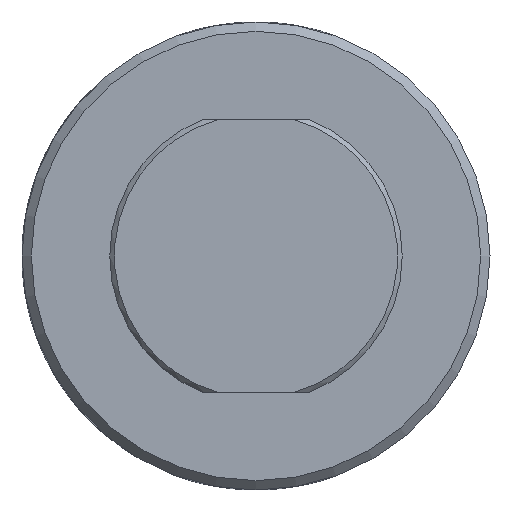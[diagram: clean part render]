
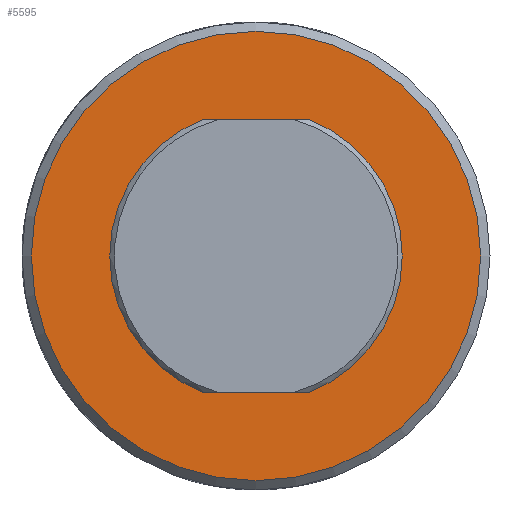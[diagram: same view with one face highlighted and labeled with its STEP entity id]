
A CAD part, front view. The second image highlights one B-rep face of the part: STEP entity #5595.
In plain terms, the highlighted planar face has unit normal (0, -1, 0).
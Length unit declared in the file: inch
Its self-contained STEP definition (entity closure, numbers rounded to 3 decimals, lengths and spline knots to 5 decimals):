
#254 = AXIS2_PLACEMENT_3D ( 'NONE', #3893, #8462, #27059 ) ;
#1499 = EDGE_CURVE ( 'NONE', #12827, #8549, #19139, .T. ) ;
#2624 = CARTESIAN_POINT ( 'NONE',  ( 0.33657, 0.375, 0.875 ) ) ;
#3631 = AXIS2_PLACEMENT_3D ( 'NONE', #19174, #13998, #7569 ) ;
#3893 = CARTESIAN_POINT ( 'NONE',  ( 0., 0.375, 0. ) ) ;
#3946 = ORIENTED_EDGE ( 'NONE', *, *, #24418, .F. ) ;
#4089 = CARTESIAN_POINT ( 'NONE',  ( -0.33657, 0.375, 0.875 ) ) ;
#4648 = EDGE_CURVE ( 'NONE', #8549, #30131, #28424, .T. ) ;
#5595 = ADVANCED_FACE ( 'NONE', ( #6193, #29457 ), #8746, .T. ) ;
#5847 = DIRECTION ( 'NONE',  ( 0., 0., 1. ) ) ;
#5997 = ORIENTED_EDGE ( 'NONE', *, *, #13757, .T. ) ;
#6193 = FACE_BOUND ( 'NONE', #21987, .T. ) ;
#7569 = DIRECTION ( 'NONE',  ( 0., 0., 1. ) ) ;
#8462 = DIRECTION ( 'NONE',  ( 0., 1., 0. ) ) ;
#8549 = VERTEX_POINT ( 'NONE', #2624 ) ;
#8746 = PLANE ( 'NONE',  #20773 ) ;
#10259 = EDGE_CURVE ( 'NONE', #14928, #30131, #10736, .T. ) ;
#10564 = DIRECTION ( 'NONE',  ( 1., 0., 0. ) ) ;
#10736 = LINE ( 'NONE', #24640, #21637 ) ;
#10900 = DIRECTION ( 'NONE',  ( 1., 0., 0. ) ) ;
#12827 = VERTEX_POINT ( 'NONE', #4089 ) ;
#12894 = EDGE_LOOP ( 'NONE', ( #3946 ) ) ;
#12959 = VECTOR ( 'NONE', #10900, 39.37008 ) ;
#13460 = ORIENTED_EDGE ( 'NONE', *, *, #10259, .F. ) ;
#13666 = CIRCLE ( 'NONE', #3631, 0.9375 ) ;
#13757 = EDGE_CURVE ( 'NONE', #14928, #12827, #13666, .T. ) ;
#13998 = DIRECTION ( 'NONE',  ( 0., 1., 0. ) ) ;
#14928 = VERTEX_POINT ( 'NONE', #25003 ) ;
#15151 = CARTESIAN_POINT ( 'NONE',  ( 0.33657, 0.375, -0.875 ) ) ;
#17638 = CIRCLE ( 'NONE', #254, 1.44 ) ;
#18208 = DIRECTION ( 'NONE',  ( 0., -1., 0. ) ) ;
#18992 = CARTESIAN_POINT ( 'NONE',  ( 0., 0.375, 1.44 ) ) ;
#19139 = LINE ( 'NONE', #29897, #12959 ) ;
#19174 = CARTESIAN_POINT ( 'NONE',  ( 0., 0.375, 0. ) ) ;
#20773 = AXIS2_PLACEMENT_3D ( 'NONE', #29783, #18208, #22860 ) ;
#21637 = VECTOR ( 'NONE', #10564, 39.37008 ) ;
#21987 = EDGE_LOOP ( 'NONE', ( #13460, #5997, #27413, #24343 ) ) ;
#21997 = DIRECTION ( 'NONE',  ( 0., 1., 0. ) ) ;
#22860 = DIRECTION ( 'NONE',  ( 0., 0., -1. ) ) ;
#24343 = ORIENTED_EDGE ( 'NONE', *, *, #4648, .T. ) ;
#24418 = EDGE_CURVE ( 'NONE', #28907, #28907, #17638, .T. ) ;
#24640 = CARTESIAN_POINT ( 'NONE',  ( -1.5001, 0.375, -0.875 ) ) ;
#25003 = CARTESIAN_POINT ( 'NONE',  ( -0.33657, 0.375, -0.875 ) ) ;
#27059 = DIRECTION ( 'NONE',  ( 0., 0., 1. ) ) ;
#27413 = ORIENTED_EDGE ( 'NONE', *, *, #1499, .T. ) ;
#28424 = CIRCLE ( 'NONE', #28935, 0.9375 ) ;
#28907 = VERTEX_POINT ( 'NONE', #18992 ) ;
#28935 = AXIS2_PLACEMENT_3D ( 'NONE', #28999, #21997, #5847 ) ;
#28999 = CARTESIAN_POINT ( 'NONE',  ( 0., 0.375, 0. ) ) ;
#29457 = FACE_OUTER_BOUND ( 'NONE', #12894, .T. ) ;
#29783 = CARTESIAN_POINT ( 'NONE',  ( -1.44, 0.375, 0. ) ) ;
#29897 = CARTESIAN_POINT ( 'NONE',  ( -1.5001, 0.375, 0.875 ) ) ;
#30131 = VERTEX_POINT ( 'NONE', #15151 ) ;
